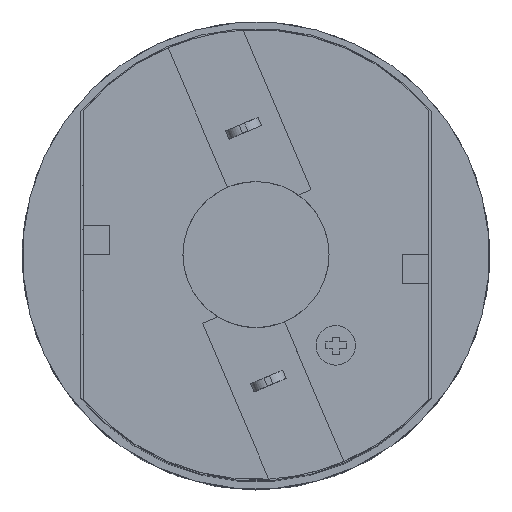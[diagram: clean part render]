
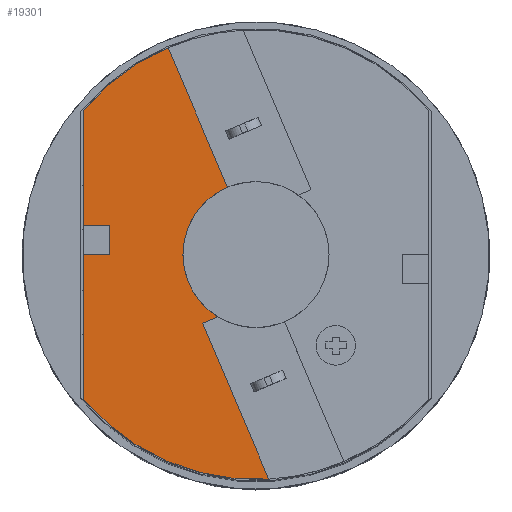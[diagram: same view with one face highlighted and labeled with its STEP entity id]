
A CAD part, top view. The second image highlights one B-rep face of the part: STEP entity #19301.
In plain terms, the highlighted planar face has unit normal (0, 0, 1).
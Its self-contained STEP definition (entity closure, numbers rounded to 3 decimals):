
#250=PLANE('',#20664);
#1151=CIRCLE('',#20640,2.5);
#1164=CIRCLE('',#20665,7.7);
#1165=CIRCLE('',#20666,7.7);
#2003=FACE_OUTER_BOUND('',#3085,.T.);
#3085=EDGE_LOOP('',(#14600,#14601,#14602,#14603,#14604,#14605,#14606,#14607,
#14608,#14609,#14610));
#4955=LINE('',#44138,#6639);
#4958=LINE('',#44145,#6642);
#4963=LINE('',#44155,#6647);
#4972=LINE('',#44174,#6656);
#4991=LINE('',#44247,#6675);
#4997=LINE('',#44258,#6681);
#4998=LINE('',#44262,#6682);
#4999=LINE('',#44264,#6683);
#6639=VECTOR('',#23054,1000.);
#6642=VECTOR('',#23059,1000.);
#6647=VECTOR('',#23066,1000.);
#6656=VECTOR('',#23083,1000.);
#6675=VECTOR('',#23158,1000.);
#6681=VECTOR('',#23168,1000.);
#6682=VECTOR('',#23173,1000.);
#6683=VECTOR('',#23174,1000.);
#8581=VERTEX_POINT('',#44135);
#8582=VERTEX_POINT('',#44137);
#8584=VERTEX_POINT('',#44143);
#8585=VERTEX_POINT('',#44144);
#8588=VERTEX_POINT('',#44152);
#8594=VERTEX_POINT('',#44171);
#8595=VERTEX_POINT('',#44173);
#8621=VERTEX_POINT('',#44246);
#8624=VERTEX_POINT('',#44256);
#8625=VERTEX_POINT('',#44260);
#8626=VERTEX_POINT('',#44263);
#10829=EDGE_CURVE('',#8582,#8581,#4955,.T.);
#10832=EDGE_CURVE('',#8584,#8585,#4958,.T.);
#10837=EDGE_CURVE('',#8585,#8588,#4963,.T.);
#10846=EDGE_CURVE('',#8595,#8594,#4972,.T.);
#10857=EDGE_CURVE('',#8588,#8595,#1151,.T.);
#10881=EDGE_CURVE('',#8621,#8582,#4991,.T.);
#10887=EDGE_CURVE('',#8581,#8624,#4997,.T.);
#10888=EDGE_CURVE('',#8625,#8594,#1164,.T.);
#10889=EDGE_CURVE('',#8625,#8621,#4998,.T.);
#10890=EDGE_CURVE('',#8624,#8626,#4999,.T.);
#10891=EDGE_CURVE('',#8584,#8626,#1165,.T.);
#14600=ORIENTED_EDGE('',*,*,#10888,.F.);
#14601=ORIENTED_EDGE('',*,*,#10889,.T.);
#14602=ORIENTED_EDGE('',*,*,#10881,.T.);
#14603=ORIENTED_EDGE('',*,*,#10829,.T.);
#14604=ORIENTED_EDGE('',*,*,#10887,.T.);
#14605=ORIENTED_EDGE('',*,*,#10890,.T.);
#14606=ORIENTED_EDGE('',*,*,#10891,.F.);
#14607=ORIENTED_EDGE('',*,*,#10832,.T.);
#14608=ORIENTED_EDGE('',*,*,#10837,.T.);
#14609=ORIENTED_EDGE('',*,*,#10857,.T.);
#14610=ORIENTED_EDGE('',*,*,#10846,.T.);
#19301=ADVANCED_FACE('',(#2003),#250,.T.);
#20640=AXIS2_PLACEMENT_3D('',#44195,#23103,#23104);
#20664=AXIS2_PLACEMENT_3D('',#44259,#23169,#23170);
#20665=AXIS2_PLACEMENT_3D('',#44261,#23171,#23172);
#20666=AXIS2_PLACEMENT_3D('',#44265,#23175,#23176);
#23054=DIRECTION('',(1.,0.,0.));
#23059=DIRECTION('',(-0.921,-0.391,0.));
#23066=DIRECTION('',(-0.391,0.921,0.));
#23083=DIRECTION('',(-0.921,-0.391,0.));
#23103=DIRECTION('center_axis',(0.,0.,-1.));
#23104=DIRECTION('ref_axis',(1.,0.,0.));
#23158=DIRECTION('',(0.,1.,0.));
#23168=DIRECTION('',(0.,-1.,0.));
#23169=DIRECTION('center_axis',(0.,0.,1.));
#23170=DIRECTION('ref_axis',(1.,0.,0.));
#23171=DIRECTION('center_axis',(0.,0.,-1.));
#23172=DIRECTION('ref_axis',(1.,0.,0.));
#23173=DIRECTION('',(1.,0.,0.));
#23174=DIRECTION('',(1.,0.,0.));
#23175=DIRECTION('center_axis',(0.,0.,-1.));
#23176=DIRECTION('ref_axis',(1.,0.,0.));
#44135=CARTESIAN_POINT('',(0.,-5.,28.68));
#44137=CARTESIAN_POINT('',(-1.,-5.,28.68));
#44138=CARTESIAN_POINT('',(-8.012,-5.,28.68));
#44143=CARTESIAN_POINT('',(7.687,0.439,28.68));
#44144=CARTESIAN_POINT('',(2.355,-1.825,28.68));
#44145=CARTESIAN_POINT('',(7.687,0.439,28.68));
#44152=CARTESIAN_POINT('',(2.134,-1.303,28.68));
#44155=CARTESIAN_POINT('',(2.355,-1.825,28.68));
#44171=CARTESIAN_POINT('',(-7.088,-3.009,28.68));
#44173=CARTESIAN_POINT('',(-2.301,-0.977,28.68));
#44174=CARTESIAN_POINT('',(-2.301,-0.977,28.68));
#44195=CARTESIAN_POINT('Origin',(0.,0.,28.68));
#44246=CARTESIAN_POINT('',(-1.,-5.9,28.68));
#44247=CARTESIAN_POINT('',(-1.,-6.136,28.68));
#44256=CARTESIAN_POINT('',(0.,-5.9,28.68));
#44258=CARTESIAN_POINT('',(0.,-6.136,28.68));
#44259=CARTESIAN_POINT('Origin',(-8.012,-6.136,28.68));
#44260=CARTESIAN_POINT('',(-4.948,-5.9,28.68));
#44261=CARTESIAN_POINT('Origin',(0.,0.,28.68));
#44262=CARTESIAN_POINT('',(5.146,-5.9,28.68));
#44263=CARTESIAN_POINT('',(4.948,-5.9,28.68));
#44264=CARTESIAN_POINT('',(5.146,-5.9,28.68));
#44265=CARTESIAN_POINT('Origin',(0.,0.,28.68));
